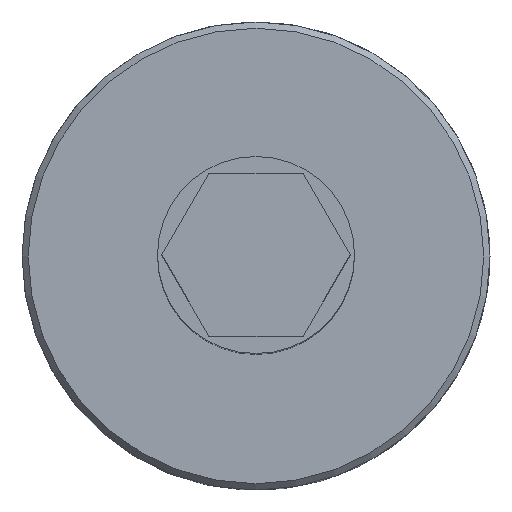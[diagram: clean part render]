
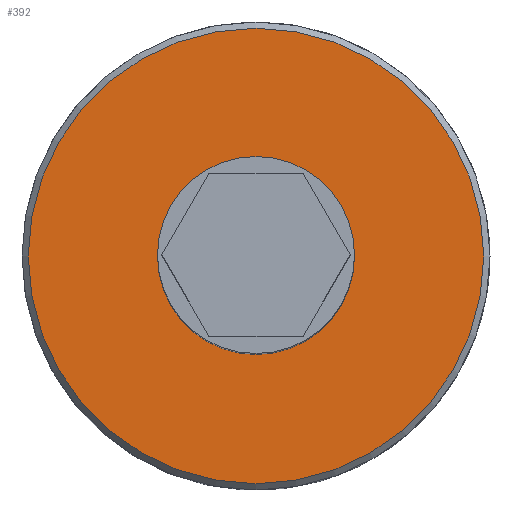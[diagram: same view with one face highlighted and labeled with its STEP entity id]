
A CAD part, top view. The second image highlights one B-rep face of the part: STEP entity #392.
In plain terms, the highlighted planar face has unit normal (0, 0, 1).
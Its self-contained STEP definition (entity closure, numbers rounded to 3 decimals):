
#18=FACE_BOUND('',#81,.T.);
#26=PLANE('',#444);
#54=FACE_OUTER_BOUND('',#80,.T.);
#80=EDGE_LOOP('',(#322));
#81=EDGE_LOOP('',(#323));
#177=CIRCLE('',#443,18.15);
#178=CIRCLE('',#445,7.85);
#200=VERTEX_POINT('',#644);
#201=VERTEX_POINT('',#648);
#244=EDGE_CURVE('',#200,#200,#177,.T.);
#246=EDGE_CURVE('',#201,#201,#178,.T.);
#322=ORIENTED_EDGE('',*,*,#244,.F.);
#323=ORIENTED_EDGE('',*,*,#246,.T.);
#392=ADVANCED_FACE('',(#54,#18),#26,.T.);
#443=AXIS2_PLACEMENT_3D('',#645,#526,#527);
#444=AXIS2_PLACEMENT_3D('',#647,#529,#530);
#445=AXIS2_PLACEMENT_3D('',#649,#531,#532);
#526=DIRECTION('center_axis',(0.,0.,-1.));
#527=DIRECTION('ref_axis',(1.,0.,0.));
#529=DIRECTION('center_axis',(0.,0.,1.));
#530=DIRECTION('ref_axis',(1.,0.,0.));
#531=DIRECTION('center_axis',(0.,0.,-1.));
#532=DIRECTION('ref_axis',(-1.,0.,0.));
#644=CARTESIAN_POINT('',(-18.15,0.,12.2));
#645=CARTESIAN_POINT('Origin',(0.,0.,12.2));
#647=CARTESIAN_POINT('Origin',(0.,0.,12.2));
#648=CARTESIAN_POINT('',(7.85,0.,12.2));
#649=CARTESIAN_POINT('Origin',(0.,0.,12.2));
